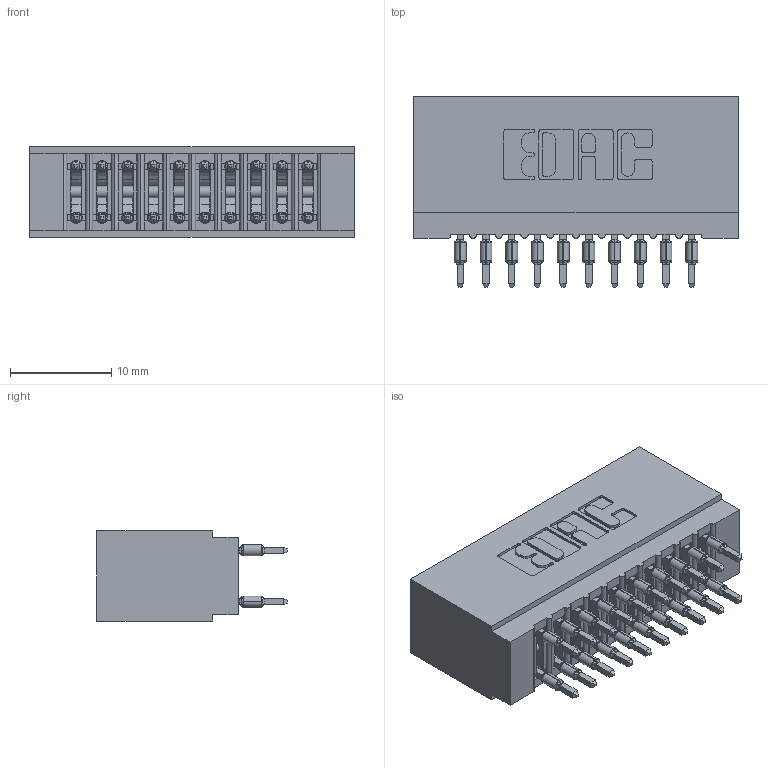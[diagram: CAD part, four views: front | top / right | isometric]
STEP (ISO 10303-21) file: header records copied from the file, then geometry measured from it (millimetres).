
FILE_DESCRIPTION (( 'STEP AP203' ), '1' );
FILE_NAME ('725-020-520-201.STEP', '2026-02-24T16:49:03', ( '' ), ( '' ), 'SwSTEP 2.0', 'SolidWorks 2023', '' );
FILE_SCHEMA (( 'CONFIG_CONTROL_DESIGN' ));
Length unit declared in the file: millimetre
Products named in the file (3): 725-020-520-201; 745-292-001_520; 725 Part_Insulator Option - 01
Assembly tree (21 placements, depth 2):
  725-020-520-201
    725 Part_Insulator Option - 01
    745-292-001_520  x20
Bounding box: 32 x 18.8 x 8.89 mm (x, y, z)
Volume: 2677.9 mm3; surface area: 4857 mm2
Topology: 21 solids, 21 shells, 1885 faces, 5064 edges, 3188 vertices
Faces by surface type: plane 975, bspline 400, cylinder 390, torus 120
Entity records: 21168 total; most frequent: CARTESIAN_POINT 4183, ORIENTED_EDGE 3554, DIRECTION 3135, EDGE_CURVE 1777, VECTOR 1535, LINE 1535, VERTEX_POINT 1136, AXIS2_PLACEMENT_3D 800
